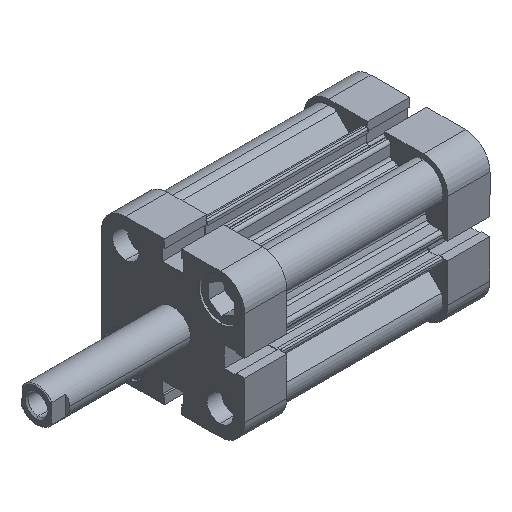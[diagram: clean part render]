
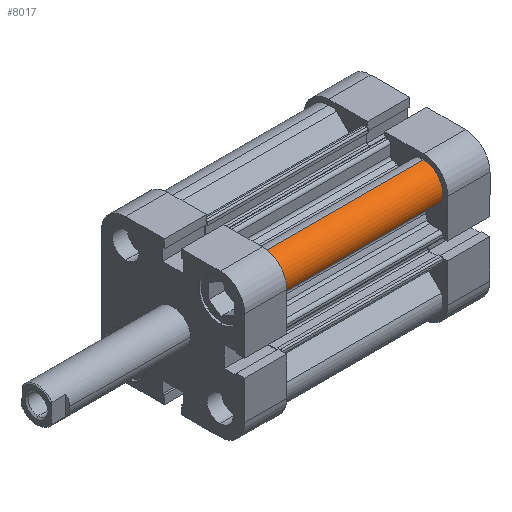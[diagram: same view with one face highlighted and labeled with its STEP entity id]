
A CAD part, isometric view. The second image highlights one B-rep face of the part: STEP entity #8017.
In plain terms, the highlighted cylindrical face has radius 6.75 mm (diameter 13.5 mm), a partial arc.
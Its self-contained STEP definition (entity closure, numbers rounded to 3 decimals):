
#1016 = VERTEX_POINT ( 'NONE', #2148 ) ;
#1017 = VERTEX_POINT ( 'NONE', #2149 ) ;
#1018 = VERTEX_POINT ( 'NONE', #2150 ) ;
#1019 = VERTEX_POINT ( 'NONE', #2151 ) ;
#1398 = EDGE_LOOP ( 'NONE', ( #6541, #6542, #6543, #6544 ) ) ;
#2148 = CARTESIAN_POINT ( 'NONE',  ( -23., -16.25, 55.5 ) ) ;
#2149 = CARTESIAN_POINT ( 'NONE',  ( -13.633, -22.472, 55.5 ) ) ;
#2150 = CARTESIAN_POINT ( 'NONE',  ( -23., -16.25, 0. ) ) ;
#2151 = CARTESIAN_POINT ( 'NONE',  ( -13.633, -22.472, 0. ) ) ;
#2597 = CARTESIAN_POINT ( 'NONE',  ( -16.25, -16.25, 0. ) ) ;
#2598 = DIRECTION ( 'NONE',  ( 0., 0., 1. ) ) ;
#2599 = DIRECTION ( 'NONE',  ( -1., 0., 0. ) ) ;
#2617 = CARTESIAN_POINT ( 'NONE',  ( -16.25, -16.25, 55.5 ) ) ;
#2619 = CARTESIAN_POINT ( 'NONE',  ( -23., -16.25, 55.5 ) ) ;
#2620 = DIRECTION ( 'NONE',  ( 0., 0., -1. ) ) ;
#2621 = DIRECTION ( 'NONE',  ( 0., 0., 1. ) ) ;
#2622 = DIRECTION ( 'NONE',  ( -1., 0., 0. ) ) ;
#2624 = CARTESIAN_POINT ( 'NONE',  ( -13.633, -22.472, 55.5 ) ) ;
#2625 = DIRECTION ( 'NONE',  ( 0., 0., -1. ) ) ;
#2975 = CIRCLE ( 'NONE', #6064, 6.75 ) ;
#2982 = LINE ( 'NONE', #2624, #2983 ) ;
#2983 = VECTOR ( 'NONE', #2625, 1000. ) ;
#2989 = LINE ( 'NONE', #2619, #2990 ) ;
#2990 = VECTOR ( 'NONE', #2620, 1000. ) ;
#2993 = CIRCLE ( 'NONE', #6068, 6.75 ) ;
#3874 = FACE_OUTER_BOUND ( 'NONE', #1398, .T. ) ;
#3877 = CYLINDRICAL_SURFACE ( 'NONE', #6458, 6.75 ) ;
#5251 = DIRECTION ( 'NONE',  ( -1., 0., 0. ) ) ;
#5252 = DIRECTION ( 'NONE',  ( 0., 0., -1. ) ) ;
#5253 = CARTESIAN_POINT ( 'NONE',  ( -16.25, -16.25, 55.5 ) ) ;
#5686 = EDGE_CURVE ( 'NONE', #1018, #1019, #2975, .T. ) ;
#5695 = EDGE_CURVE ( 'NONE', #1016, #1018, #2989, .T. ) ;
#5696 = EDGE_CURVE ( 'NONE', #1016, #1017, #2993, .T. ) ;
#5697 = EDGE_CURVE ( 'NONE', #1017, #1019, #2982, .T. ) ;
#6064 = AXIS2_PLACEMENT_3D ( 'NONE', #2597, #2598, #2599 ) ;
#6068 = AXIS2_PLACEMENT_3D ( 'NONE', #2617, #2621, #2622 ) ;
#6458 = AXIS2_PLACEMENT_3D ( 'NONE', #5253, #5252, #5251 ) ;
#6541 = ORIENTED_EDGE ( 'NONE', *, *, #5696, .F. ) ;
#6542 = ORIENTED_EDGE ( 'NONE', *, *, #5695, .T. ) ;
#6543 = ORIENTED_EDGE ( 'NONE', *, *, #5686, .T. ) ;
#6544 = ORIENTED_EDGE ( 'NONE', *, *, #5697, .F. ) ;
#8017 = ADVANCED_FACE ( 'NONE', ( #3874 ), #3877, .T. ) ;
